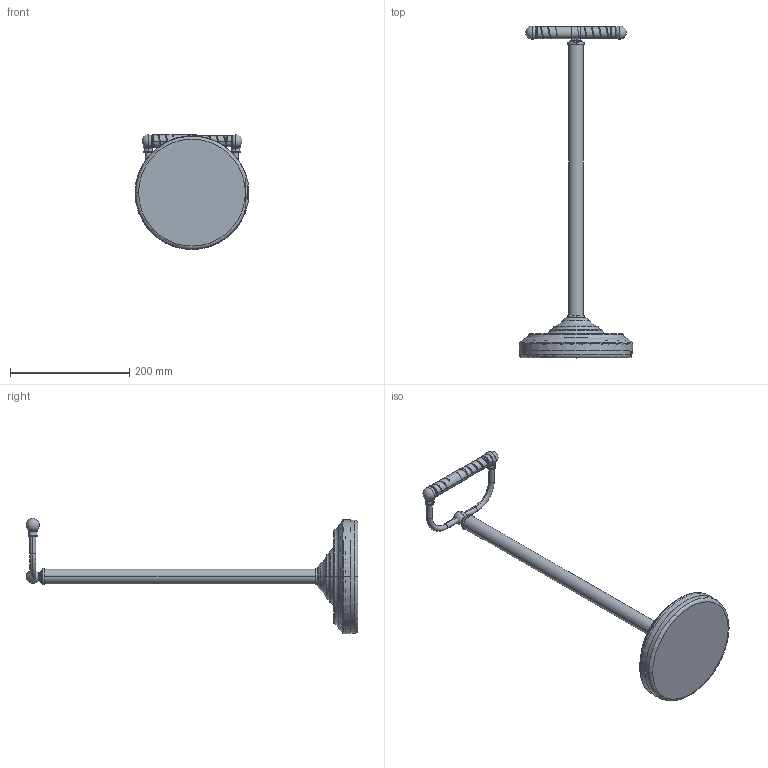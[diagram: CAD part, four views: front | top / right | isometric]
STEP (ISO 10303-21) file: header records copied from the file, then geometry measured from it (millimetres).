
FILE_DESCRIPTION((''),'2;1');
FILE_NAME('10-81_SW0001','2010-11-15T',('project'),(''),'PRO/ENGINEER BY PARAMETRIC TECHNOLOGY CORPORATION, 2009300','PRO/ENGINEER BY PARAMETRIC TECHNOLOGY CORPORATION, 2009300','');
FILE_SCHEMA(('CONFIG_CONTROL_DESIGN'));
Length unit declared in the file: inch
Products named in the file (1): 10-81_SW0001
Bounding box: 191.01 x 556.35 x 193.21 mm (x, y, z)
Surface area: 185232.9 mm2 (no closed solid volume)
Topology: 0 solids, 18 shells, 123 faces, 285 edges, 169 vertices
Faces by surface type: torus 60, cylinder 22, bspline 16, plane 14, sphere 8, cone 3
Entity records: 6652 total; most frequent: CARTESIAN_POINT 3922, DIRECTION 628, ORIENTED_EDGE 500, AXIS2_PLACEMENT_3D 299, EDGE_CURVE 277, CIRCLE 192, VERTEX_POINT 169, EDGE_LOOP 123
